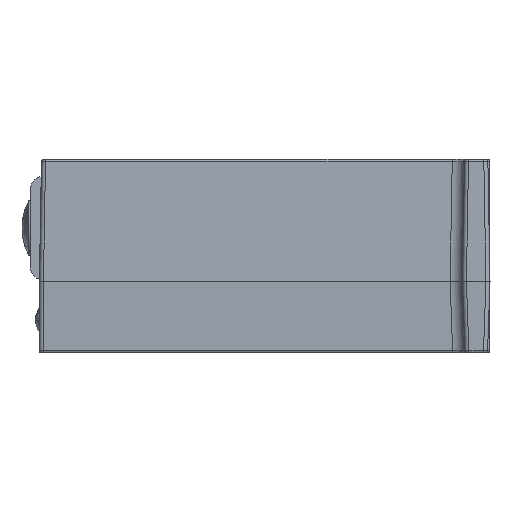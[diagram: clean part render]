
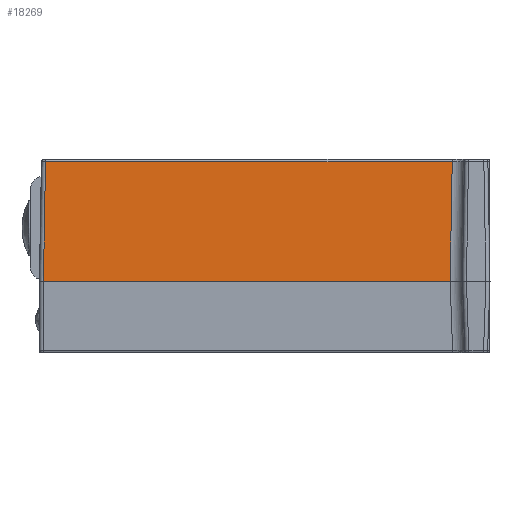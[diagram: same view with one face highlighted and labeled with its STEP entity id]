
A CAD part, left-side view. The second image highlights one B-rep face of the part: STEP entity #18269.
In plain terms, the highlighted planar face has unit normal (-1, 0, 0.018).
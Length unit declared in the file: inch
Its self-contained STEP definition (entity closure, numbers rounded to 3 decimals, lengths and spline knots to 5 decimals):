
#131 = EDGE_CURVE ( 'NONE', #7721, #1835, #14536, .T. ) ;
#166 = ORIENTED_EDGE ( 'NONE', *, *, #18189, .F. ) ;
#196 = CARTESIAN_POINT ( 'NONE',  ( -1.16889, 1.1039, 0.5765 ) ) ;
#1835 = VERTEX_POINT ( 'NONE', #14985 ) ;
#2013 = EDGE_LOOP ( 'NONE', ( #10835, #17665, #19514, #166 ) ) ;
#2882 = VECTOR ( 'NONE', #14859, 39.37008 ) ;
#3182 = CARTESIAN_POINT ( 'NONE',  ( -1.179, 1.18441, -0.00245 ) ) ;
#3636 = FACE_OUTER_BOUND ( 'NONE', #2013, .T. ) ;
#3872 = LINE ( 'NONE', #7999, #17678 ) ;
#4394 = CARTESIAN_POINT ( 'NONE',  ( -1.179, -0.85451, -0.00245 ) ) ;
#4590 = AXIS2_PLACEMENT_3D ( 'NONE', #3182, #12486, #6272 ) ;
#4996 = EDGE_CURVE ( 'NONE', #17122, #16523, #3872, .T. ) ;
#5236 = EDGE_CURVE ( 'NONE', #1835, #17122, #17205, .T. ) ;
#6272 = DIRECTION ( 'NONE',  ( 0.017, 0., 1. ) ) ;
#6966 = CARTESIAN_POINT ( 'NONE',  ( -1.16889, 1.1039, 0.5765 ) ) ;
#7721 = VERTEX_POINT ( 'NONE', #196 ) ;
#7999 = CARTESIAN_POINT ( 'NONE',  ( -1.16859, -0.86492, 0.59375 ) ) ;
#8563 = DIRECTION ( 'NONE',  ( -0.017, 0.017, -1. ) ) ;
#10470 = CARTESIAN_POINT ( 'NONE',  ( -1.16889, 1.12324, 0.5765 ) ) ;
#10835 = ORIENTED_EDGE ( 'NONE', *, *, #131, .T. ) ;
#10940 = VECTOR ( 'NONE', #8563, 39.37008 ) ;
#12486 = DIRECTION ( 'NONE',  ( -1., 0., 0.017 ) ) ;
#13825 = PLANE ( 'NONE',  #4590 ) ;
#14018 = DIRECTION ( 'NONE',  ( 0.017, -0.017, 1. ) ) ;
#14208 = LINE ( 'NONE', #10470, #16780 ) ;
#14409 = CARTESIAN_POINT ( 'NONE',  ( -1.179, 1.18441, -0.00245 ) ) ;
#14536 = LINE ( 'NONE', #6966, #10940 ) ;
#14859 = DIRECTION ( 'NONE',  ( 0., -1., 0. ) ) ;
#14985 = CARTESIAN_POINT ( 'NONE',  ( -1.179, 1.114, -0.00245 ) ) ;
#16523 = VERTEX_POINT ( 'NONE', #17482 ) ;
#16780 = VECTOR ( 'NONE', #18231, 39.37008 ) ;
#17122 = VERTEX_POINT ( 'NONE', #4394 ) ;
#17205 = LINE ( 'NONE', #14409, #2882 ) ;
#17482 = CARTESIAN_POINT ( 'NONE',  ( -1.16889, -0.86462, 0.5765 ) ) ;
#17665 = ORIENTED_EDGE ( 'NONE', *, *, #5236, .T. ) ;
#17678 = VECTOR ( 'NONE', #14018, 39.37008 ) ;
#18189 = EDGE_CURVE ( 'NONE', #7721, #16523, #14208, .T. ) ;
#18231 = DIRECTION ( 'NONE',  ( 0., -1., 0. ) ) ;
#18269 = ADVANCED_FACE ( 'NONE', ( #3636 ), #13825, .T. ) ;
#19514 = ORIENTED_EDGE ( 'NONE', *, *, #4996, .T. ) ;
